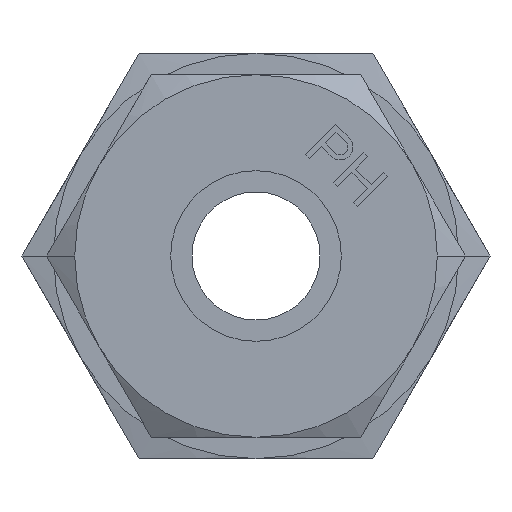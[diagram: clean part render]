
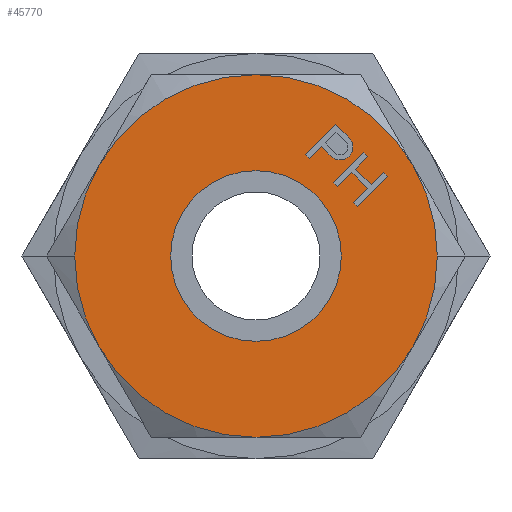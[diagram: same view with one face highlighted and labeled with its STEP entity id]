
A CAD part, left-side view. The second image highlights one B-rep face of the part: STEP entity #45770.
In plain terms, the highlighted face is planar.
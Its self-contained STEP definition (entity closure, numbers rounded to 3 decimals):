
#43690=CARTESIAN_POINT('',(7.25,4.25,0.));
#43700=DIRECTION('',(1.,-0.,-0.));
#43710=DIRECTION('',(-0.,-1.,0.));
#43720=AXIS2_PLACEMENT_3D('',#43690,#43700,#43710);
#43730=PLANE('',#43720);
#43740=CARTESIAN_POINT('',(7.25,0.,0.));
#43750=DIRECTION('',(-1.,0.,0.));
#43760=DIRECTION('',(0.,1.,0.));
#43770=AXIS2_PLACEMENT_3D('',#43740,#43750,#43760);
#43780=CIRCLE('',#43770,8.5);
#43790=CARTESIAN_POINT('',(7.25,7.361,-4.25));
#43800=VERTEX_POINT('',#43790);
#43810=CARTESIAN_POINT('',(7.25,0.,-8.5));
#43820=VERTEX_POINT('',#43810);
#43830=EDGE_CURVE('',#43800,#43820,#43780,.T.);
#43840=ORIENTED_EDGE('',*,*,#43830,.F.);
#43850=CARTESIAN_POINT('',(7.25,-7.361,-4.25));
#43860=VERTEX_POINT('',#43850);
#43870=EDGE_CURVE('',#43820,#43860,#43780,.T.);
#43880=ORIENTED_EDGE('',*,*,#43870,.F.);
#43890=CARTESIAN_POINT('',(7.25,-8.5,0.));
#43900=VERTEX_POINT('',#43890);
#43910=EDGE_CURVE('',#43860,#43900,#43780,.T.);
#43920=ORIENTED_EDGE('',*,*,#43910,.F.);
#43930=CARTESIAN_POINT('',(7.25,-7.361,4.25));
#43940=VERTEX_POINT('',#43930);
#43950=EDGE_CURVE('',#43900,#43940,#43780,.T.);
#43960=ORIENTED_EDGE('',*,*,#43950,.F.);
#43970=CARTESIAN_POINT('',(7.25,0.,8.5));
#43980=VERTEX_POINT('',#43970);
#43990=EDGE_CURVE('',#43940,#43980,#43780,.T.);
#44000=ORIENTED_EDGE('',*,*,#43990,.F.);
#44010=CARTESIAN_POINT('',(7.25,7.361,4.25));
#44020=VERTEX_POINT('',#44010);
#44030=EDGE_CURVE('',#43980,#44020,#43780,.T.);
#44040=ORIENTED_EDGE('',*,*,#44030,.F.);
#44050=CARTESIAN_POINT('',(7.25,8.5,0.));
#44060=VERTEX_POINT('',#44050);
#44070=EDGE_CURVE('',#44020,#44060,#43780,.T.);
#44080=ORIENTED_EDGE('',*,*,#44070,.F.);
#44090=EDGE_CURVE('',#44060,#43800,#43780,.T.);
#44100=ORIENTED_EDGE('',*,*,#44090,.F.);
#44110=EDGE_LOOP('',(#44100,#44080,#44040,#44000,#43960,#43920,#43880,
#43840));
#44120=FACE_OUTER_BOUND('',#44110,.T.);
#44130=CARTESIAN_POINT('',(7.25,0.,0.));
#44140=DIRECTION('',(1.,0.,0.));
#44150=DIRECTION('',(0.,-1.,0.));
#44160=AXIS2_PLACEMENT_3D('',#44130,#44140,#44150);
#44170=CIRCLE('',#44160,4.);
#44180=CARTESIAN_POINT('',(7.25,-4.,0.));
#44190=VERTEX_POINT('',#44180);
#44200=CARTESIAN_POINT('',(7.25,4.,0.));
#44210=VERTEX_POINT('',#44200);
#44220=EDGE_CURVE('',#44190,#44210,#44170,.T.);
#44230=ORIENTED_EDGE('',*,*,#44220,.F.);
#44240=EDGE_CURVE('',#44210,#44190,#44170,.T.);
#44250=ORIENTED_EDGE('',*,*,#44240,.F.);
#44260=EDGE_LOOP('',(#44250,#44230));
#44270=FACE_BOUND('',#44260,.T.);
#44280=CARTESIAN_POINT('',(7.25,3.946,5.105));
#44290=DIRECTION('',(1.,0.,0.));
#44300=DIRECTION('',(0.,0.,-1.));
#44310=AXIS2_PLACEMENT_3D('',#44280,#44290,#44300);
#44320=CIRCLE('',#44310,0.6);
#44330=CARTESIAN_POINT('',(7.25,3.521,4.681));
#44340=VERTEX_POINT('',#44330);
#44350=CARTESIAN_POINT('',(7.25,4.37,5.53));
#44360=VERTEX_POINT('',#44350);
#44370=EDGE_CURVE('',#44340,#44360,#44320,.T.);
#44380=ORIENTED_EDGE('',*,*,#44370,.F.);
#44390=CARTESIAN_POINT('',(7.25,0.,9.899));
#44400=DIRECTION('',(0.,0.707,-0.707));
#44410=VECTOR('',#44400,1.);
#44420=LINE('',#44390,#44410);
#44430=CARTESIAN_POINT('',(7.25,3.734,6.166));
#44440=VERTEX_POINT('',#44430);
#44450=EDGE_CURVE('',#44440,#44360,#44420,.T.);
#44460=ORIENTED_EDGE('',*,*,#44450,.T.);
#44470=CARTESIAN_POINT('',(7.25,0.,2.432));
#44480=DIRECTION('',(0.,0.707,0.707));
#44490=VECTOR('',#44480,1.);
#44500=LINE('',#44470,#44490);
#44510=CARTESIAN_POINT('',(7.25,2.319,4.752));
#44520=VERTEX_POINT('',#44510);
#44530=EDGE_CURVE('',#44520,#44440,#44500,.T.);
#44540=ORIENTED_EDGE('',*,*,#44530,.T.);
#44550=CARTESIAN_POINT('',(7.25,7.071,0.));
#44560=DIRECTION('',(0.,-0.707,0.707));
#44570=VECTOR('',#44560,1.);
#44580=LINE('',#44550,#44570);
#44590=CARTESIAN_POINT('',(7.25,2.503,4.568));
#44600=VERTEX_POINT('',#44590);
#44610=EDGE_CURVE('',#44600,#44520,#44580,.T.);
#44620=ORIENTED_EDGE('',*,*,#44610,.T.);
#44630=CARTESIAN_POINT('',(7.25,0.,2.065));
#44640=DIRECTION('',(0.,-0.707,-0.707));
#44650=VECTOR('',#44640,1.);
#44660=LINE('',#44630,#44650);
#44670=CARTESIAN_POINT('',(7.25,3.069,5.134));
#44680=VERTEX_POINT('',#44670);
#44690=EDGE_CURVE('',#44680,#44600,#44660,.T.);
#44700=ORIENTED_EDGE('',*,*,#44690,.T.);
#44710=CARTESIAN_POINT('',(7.25,0.,8.202));
#44720=DIRECTION('',(0.,-0.707,0.707));
#44730=VECTOR('',#44720,1.);
#44740=LINE('',#44710,#44730);
#44750=EDGE_CURVE('',#44340,#44680,#44740,.T.);
#44760=ORIENTED_EDGE('',*,*,#44750,.T.);
#44770=EDGE_LOOP('',(#44760,#44700,#44620,#44540,#44460,#44380));
#44780=FACE_BOUND('',#44770,.T.);
#44790=CARTESIAN_POINT('',(7.25,7.071,0.));
#44800=DIRECTION('',(0.,-0.707,0.707));
#44810=VECTOR('',#44800,1.);
#44820=LINE('',#44790,#44810);
#44830=CARTESIAN_POINT('',(7.25,4.752,2.319));
#44840=VERTEX_POINT('',#44830);
#44850=CARTESIAN_POINT('',(7.25,4.568,2.503));
#44860=VERTEX_POINT('',#44850);
#44870=EDGE_CURVE('',#44840,#44860,#44820,.T.);
#44880=ORIENTED_EDGE('',*,*,#44870,.T.);
#44890=CARTESIAN_POINT('',(7.25,2.432,0.));
#44900=DIRECTION('',(0.,-0.707,-0.707));
#44910=VECTOR('',#44900,1.);
#44920=LINE('',#44890,#44910);
#44930=CARTESIAN_POINT('',(7.25,6.166,3.734));
#44940=VERTEX_POINT('',#44930);
#44950=EDGE_CURVE('',#44940,#44840,#44920,.T.);
#44960=ORIENTED_EDGE('',*,*,#44950,.T.);
#44970=CARTESIAN_POINT('',(7.25,9.899,0.));
#44980=DIRECTION('',(0.,0.707,-0.707));
#44990=VECTOR('',#44980,1.);
#45000=LINE('',#44970,#44990);
#45010=CARTESIAN_POINT('',(7.25,5.982,3.917));
#45020=VERTEX_POINT('',#45010);
#45030=EDGE_CURVE('',#45020,#44940,#45000,.T.);
#45040=ORIENTED_EDGE('',*,*,#45030,.T.);
#45050=CARTESIAN_POINT('',(7.25,2.065,0.));
#45060=DIRECTION('',(0.,0.707,0.707));
#45070=VECTOR('',#45060,1.);
#45080=LINE('',#45050,#45070);
#45090=CARTESIAN_POINT('',(7.25,5.402,3.338));
#45100=VERTEX_POINT('',#45090);
#45110=EDGE_CURVE('',#45100,#45020,#45080,.T.);
#45120=ORIENTED_EDGE('',*,*,#45110,.T.);
#45130=CARTESIAN_POINT('',(7.25,8.74,0.));
#45140=DIRECTION('',(0.,0.707,-0.707));
#45150=VECTOR('',#45140,1.);
#45160=LINE('',#45130,#45150);
#45170=CARTESIAN_POINT('',(7.25,4.667,4.073));
#45180=VERTEX_POINT('',#45170);
#45190=EDGE_CURVE('',#45180,#45100,#45160,.T.);
#45200=ORIENTED_EDGE('',*,*,#45190,.T.);
#45210=CARTESIAN_POINT('',(7.25,0.,-0.594));
#45220=DIRECTION('',(0.,-0.707,-0.707));
#45230=VECTOR('',#45220,1.);
#45240=LINE('',#45210,#45230);
#45250=CARTESIAN_POINT('',(7.25,5.247,4.653));
#45260=VERTEX_POINT('',#45250);
#45270=EDGE_CURVE('',#45260,#45180,#45240,.T.);
#45280=ORIENTED_EDGE('',*,*,#45270,.T.);
#45290=CARTESIAN_POINT('',(7.25,9.899,0.));
#45300=DIRECTION('',(0.,0.707,-0.707));
#45310=VECTOR('',#45300,1.);
#45320=LINE('',#45290,#45310);
#45330=CARTESIAN_POINT('',(7.25,5.063,4.837));
#45340=VERTEX_POINT('',#45330);
#45350=EDGE_CURVE('',#45340,#45260,#45320,.T.);
#45360=ORIENTED_EDGE('',*,*,#45350,.T.);
#45370=CARTESIAN_POINT('',(7.25,0.,-0.226));
#45380=DIRECTION('',(0.,0.707,0.707));
#45390=VECTOR('',#45380,1.);
#45400=LINE('',#45370,#45390);
#45410=CARTESIAN_POINT('',(7.25,3.649,3.422));
#45420=VERTEX_POINT('',#45410);
#45430=EDGE_CURVE('',#45420,#45340,#45400,.T.);
#45440=ORIENTED_EDGE('',*,*,#45430,.T.);
#45450=CARTESIAN_POINT('',(7.25,7.071,0.));
#45460=DIRECTION('',(0.,-0.707,0.707));
#45470=VECTOR('',#45460,1.);
#45480=LINE('',#45450,#45470);
#45490=CARTESIAN_POINT('',(7.25,3.833,3.239));
#45500=VERTEX_POINT('',#45490);
#45510=EDGE_CURVE('',#45500,#45420,#45480,.T.);
#45520=ORIENTED_EDGE('',*,*,#45510,.T.);
#45530=CARTESIAN_POINT('',(7.25,0.594,0.));
#45540=DIRECTION('',(0.,-0.707,-0.707));
#45550=VECTOR('',#45540,1.);
#45560=LINE('',#45530,#45550);
#45570=CARTESIAN_POINT('',(7.25,4.497,3.903));
#45580=VERTEX_POINT('',#45570);
#45590=EDGE_CURVE('',#45580,#45500,#45560,.T.);
#45600=ORIENTED_EDGE('',*,*,#45590,.T.);
#45610=CARTESIAN_POINT('',(7.25,0.,8.4));
#45620=DIRECTION('',(0.,-0.707,0.707));
#45630=VECTOR('',#45620,1.);
#45640=LINE('',#45610,#45630);
#45650=CARTESIAN_POINT('',(7.25,5.233,3.168));
#45660=VERTEX_POINT('',#45650);
#45670=EDGE_CURVE('',#45660,#45580,#45640,.T.);
#45680=ORIENTED_EDGE('',*,*,#45670,.T.);
#45690=CARTESIAN_POINT('',(7.25,0.,-2.065));
#45700=DIRECTION('',(0.,0.707,0.707));
#45710=VECTOR('',#45700,1.);
#45720=LINE('',#45690,#45710);
#45730=EDGE_CURVE('',#44860,#45660,#45720,.T.);
#45740=ORIENTED_EDGE('',*,*,#45730,.T.);
#45750=EDGE_LOOP('',(#45740,#45680,#45600,#45520,#45440,#45360,#45280,
#45200,#45120,#45040,#44960,#44880));
#45760=FACE_BOUND('',#45750,.T.);
#45770=ADVANCED_FACE('',(#44120,#44270,#44780,#45760),#43730,.T.);
